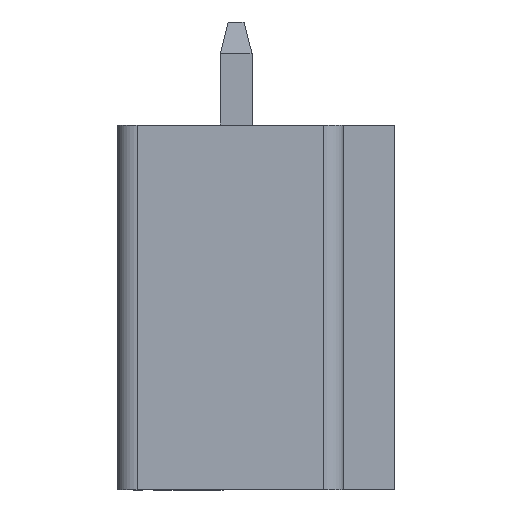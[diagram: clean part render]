
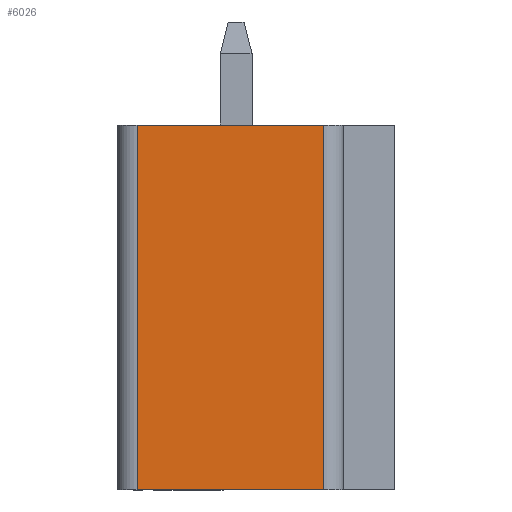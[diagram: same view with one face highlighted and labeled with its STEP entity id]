
A CAD part, left-side view. The second image highlights one B-rep face of the part: STEP entity #6026.
In plain terms, the highlighted planar face has unit normal (-1, 0, 0).
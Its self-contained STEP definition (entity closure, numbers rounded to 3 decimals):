
#75=CARTESIAN_POINT('',(-27.9,2.5,0.));
#76=VERTEX_POINT('',#75);
#77=CARTESIAN_POINT('',(-27.9,-2.2,0.));
#78=VERTEX_POINT('',#77);
#79=CARTESIAN_POINT('',(-27.9,2.5,0.));
#80=DIRECTION('',(0.,-1.,0.));
#81=VECTOR('',#80,4.7);
#82=LINE('',#79,#81);
#83=EDGE_CURVE('',#76,#78,#82,.T.);
#1720=CARTESIAN_POINT('',(-27.9,-2.2,-9.2));
#1721=VERTEX_POINT('',#1720);
#1729=CARTESIAN_POINT('',(-27.9,2.5,-9.2));
#1730=VERTEX_POINT('',#1729);
#1731=CARTESIAN_POINT('',(-27.9,-2.2,-9.2));
#1732=DIRECTION('',(0.,1.,0.));
#1733=VECTOR('',#1732,4.7);
#1734=LINE('',#1731,#1733);
#1735=EDGE_CURVE('',#1721,#1730,#1734,.T.);
#6005=CARTESIAN_POINT('',(-27.9,0.15,-4.6));
#6006=DIRECTION('',(0.,0.,-1.));
#6007=DIRECTION('',(-1.,-0.,-0.));
#6008=AXIS2_PLACEMENT_3D('',#6005,#6007,#6006);
#6009=PLANE('',#6008);
#6010=ORIENTED_EDGE('',*,*,#1735,.F.);
#6011=CARTESIAN_POINT('',(-27.9,-2.2,-9.2));
#6012=DIRECTION('',(0.,0.,1.));
#6013=VECTOR('',#6012,9.2);
#6014=LINE('',#6011,#6013);
#6015=EDGE_CURVE('',#1721,#78,#6014,.T.);
#6016=ORIENTED_EDGE('',*,*,#6015,.T.);
#6017=ORIENTED_EDGE('',*,*,#83,.F.);
#6018=CARTESIAN_POINT('',(-27.9,2.5,0.));
#6019=DIRECTION('',(0.,0.,-1.));
#6020=VECTOR('',#6019,9.2);
#6021=LINE('',#6018,#6020);
#6022=EDGE_CURVE('',#76,#1730,#6021,.T.);
#6023=ORIENTED_EDGE('',*,*,#6022,.T.);
#6024=EDGE_LOOP('',(#6010,#6016,#6017,#6023));
#6025=FACE_OUTER_BOUND('',#6024,.T.);
#6026=ADVANCED_FACE('',(#6025),#6009,.T.);
